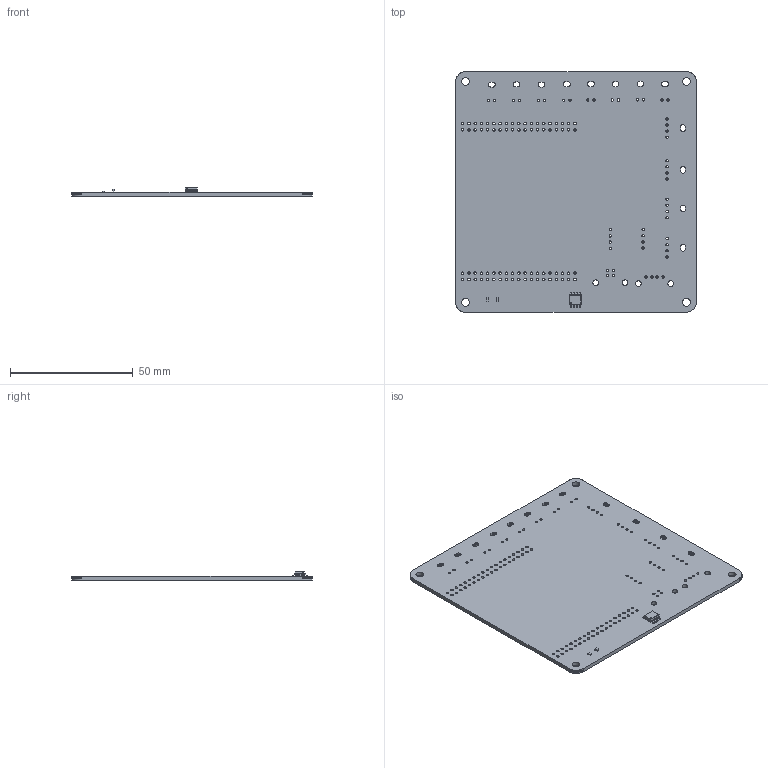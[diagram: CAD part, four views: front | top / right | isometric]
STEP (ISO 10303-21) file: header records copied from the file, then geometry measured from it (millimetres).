
FILE_DESCRIPTION(('KiCad electronic assembly'),'2;1');
FILE_NAME('ALTAIR_SERVO_MODULE_V1.step','2024-06-19T22:19:48',('Pcbnew') ,('Kicad'),'Open CASCADE STEP processor 7.6','KiCad to STEP converter' ,'Unknown');
FILE_SCHEMA(('AUTOMOTIVE_DESIGN { 1 0 10303 214 1 1 1 1 }'));
Length unit declared in the file: millimetre
Products named in the file (8): ALTAIR_SERVO_MODULE_V1 1; R_0603_1608Metric; SOLID; LED_0603_1608Metric; NE555DR; COMPOUND; sensor_v2 PCB
Assembly tree (7 placements, depth 3):
  ALTAIR_SERVO_MODULE_V1 1
    R_0603_1608Metric
      SOLID
    LED_0603_1608Metric
      SOLID
    NE555DR
      COMPOUND
    sensor_v2 PCB
Bounding box: 98.03 x 98.08 x 3.4 mm (x, y, z)
Volume: 15065.4 mm3; surface area: 20371 mm2
Topology: 12 solids, 12 shells, 814 faces, 2336 edges, 1548 vertices
Faces by surface type: plane 633, cylinder 181
Full cylindrical faces by diameter (mm): 0.487 x1, 0.95 x48, 1 x76, 2.3 x4, 3.2 x4
Entity records: 59003 total; most frequent: CARTESIAN_POINT 11332, DIRECTION 8684, LINE 6290, VECTOR 6290, ORIENTED_EDGE 4672, PCURVE 4672, DEFINITIONAL_REPRESENTATION 4672, EDGE_CURVE 2336
